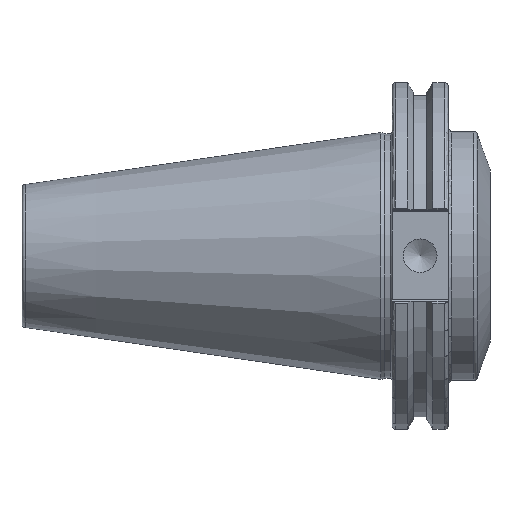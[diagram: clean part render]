
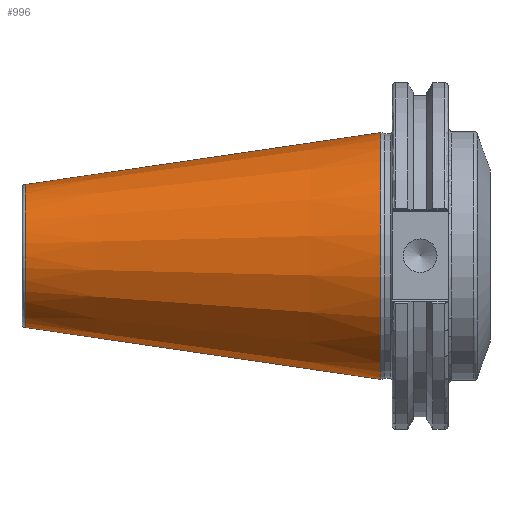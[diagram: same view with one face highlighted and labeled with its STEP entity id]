
A CAD part, top view. The second image highlights one B-rep face of the part: STEP entity #996.
In plain terms, the highlighted conical face has half-angle 8.297 degrees and reference radius 27.517 mm.
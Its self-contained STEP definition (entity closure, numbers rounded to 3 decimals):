
#84=CONICAL_SURFACE('',#1109,27.517,0.145);
#140=LINE('',#1791,#208);
#208=VECTOR('',#1328,27.517);
#266=FACE_OUTER_BOUND('',#327,.T.);
#327=EDGE_LOOP('',(#820,#821,#822,#823,#824));
#388=CIRCLE('',#1103,20.233);
#389=CIRCLE('',#1104,20.233);
#393=CIRCLE('',#1110,34.925);
#489=VERTEX_POINT('',#1778);
#490=VERTEX_POINT('',#1779);
#493=VERTEX_POINT('',#1789);
#613=EDGE_CURVE('',#489,#490,#388,.T.);
#614=EDGE_CURVE('',#490,#489,#389,.T.);
#618=EDGE_CURVE('',#493,#493,#393,.T.);
#619=EDGE_CURVE('',#493,#490,#140,.T.);
#820=ORIENTED_EDGE('',*,*,#618,.F.);
#821=ORIENTED_EDGE('',*,*,#619,.T.);
#822=ORIENTED_EDGE('',*,*,#613,.F.);
#823=ORIENTED_EDGE('',*,*,#614,.F.);
#824=ORIENTED_EDGE('',*,*,#619,.F.);
#996=ADVANCED_FACE('',(#266),#84,.T.);
#1103=AXIS2_PLACEMENT_3D('',#1780,#1312,#1313);
#1104=AXIS2_PLACEMENT_3D('',#1781,#1314,#1315);
#1109=AXIS2_PLACEMENT_3D('',#1788,#1324,#1325);
#1110=AXIS2_PLACEMENT_3D('',#1790,#1326,#1327);
#1312=DIRECTION('center_axis',(-1.,0.,0.));
#1313=DIRECTION('ref_axis',(0.,-1.,0.));
#1314=DIRECTION('center_axis',(-1.,0.,0.));
#1315=DIRECTION('ref_axis',(0.,-1.,0.));
#1324=DIRECTION('center_axis',(1.,0.,0.));
#1325=DIRECTION('ref_axis',(0.,1.,0.));
#1326=DIRECTION('center_axis',(1.,0.,0.));
#1327=DIRECTION('ref_axis',(0.,0.,-1.));
#1328=DIRECTION('',(-0.99,0.144,0.));
#1778=CARTESIAN_POINT('',(-100.744,0.,20.233));
#1779=CARTESIAN_POINT('',(-100.744,-20.233,0.));
#1780=CARTESIAN_POINT('Origin',(-100.744,0.,0.));
#1781=CARTESIAN_POINT('Origin',(-100.744,0.,0.));
#1788=CARTESIAN_POINT('Origin',(-50.8,0.,0.));
#1789=CARTESIAN_POINT('',(0.,-34.925,0.));
#1790=CARTESIAN_POINT('Origin',(0.,0.,0.));
#1791=CARTESIAN_POINT('',(-50.8,-27.517,0.));
